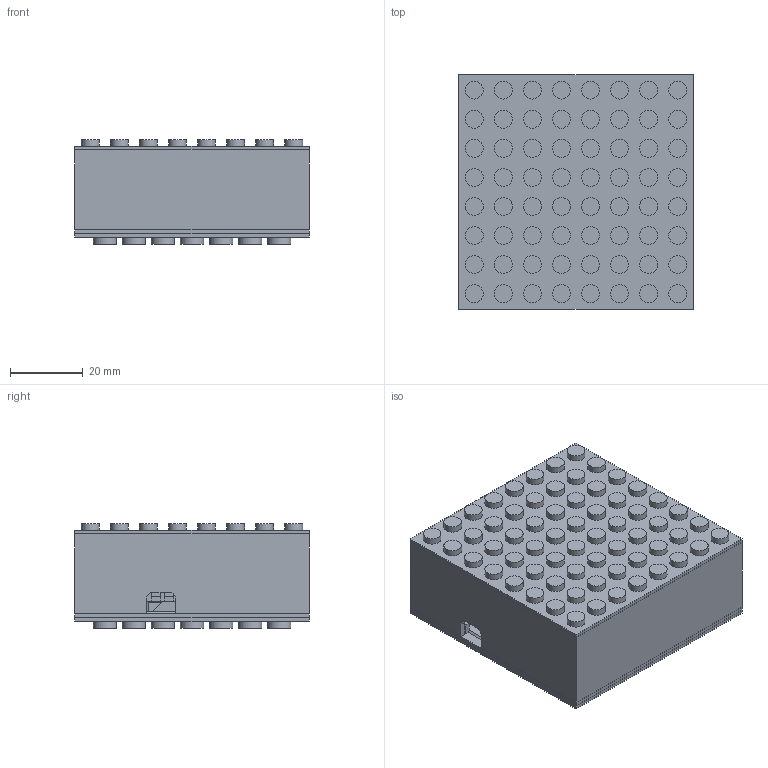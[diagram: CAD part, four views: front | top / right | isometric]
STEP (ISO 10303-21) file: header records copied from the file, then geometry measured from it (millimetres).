
FILE_DESCRIPTION(/* description */ (''),/* implementation_level */ '2;1');
FILE_NAME(/* name */ '3xAA-Battery-LEGO-Case.step',/* time_stamp */ '2018-07-31T19:51:11-04:00',/* author */ ('Adafruit'),/* organization */ (''),/* preprocessor_version */ 'ST-DEVELOPER v17',/* originating_system */ 'Autodesk Translation Framework v7.1.0.215',/* authorisation */ '');
FILE_SCHEMA (('AUTOMOTIVE_DESIGN { 1 0 10303 214 3 1 1 }'));
Length unit declared in the file: millimetre
Products named in the file (7): 3xAA Battery LEGO; Holder; Bottom Tubes; Bottom Cover; Case; Top Studs; 3xAA-BC3AAW v7
Assembly tree (6 placements, depth 3):
  3xAA Battery LEGO
    Holder
      Bottom Tubes
      Bottom Cover
      Case
      Top Studs
    3xAA-BC3AAW v7
Bounding box: 64.6 x 64.6 x 28.81 mm (x, y, z)
Volume: 35928.2 mm3; surface area: 57105.9 mm2
Topology: 5 solids, 5 shells, 592 faces, 1226 edges, 820 vertices
Faces by surface type: plane 388, cylinder 204
Full cylindrical faces by diameter (mm): 3.048 x4, 4.9 x113, 6.048 x2, 6.4 x49, 7.6 x6
Entity records: 16127 total; most frequent: DIRECTION 2832, CARTESIAN_POINT 2827, ORIENTED_EDGE 2452, EDGE_CURVE 1226, AXIS2_PLACEMENT_3D 1017, VERTEX_POINT 820, LINE 798, VECTOR 798
